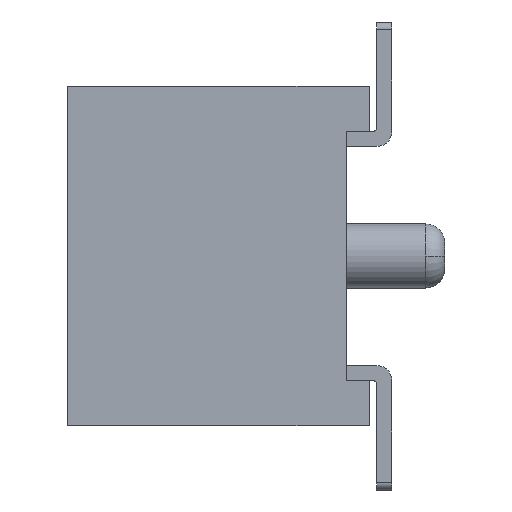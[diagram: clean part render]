
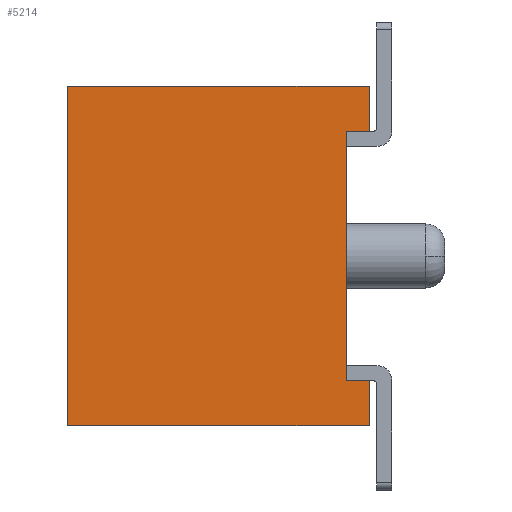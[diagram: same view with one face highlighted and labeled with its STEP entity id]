
A CAD part, left-side view. The second image highlights one B-rep face of the part: STEP entity #5214.
In plain terms, the highlighted planar face has unit normal (-1, 0, 0).
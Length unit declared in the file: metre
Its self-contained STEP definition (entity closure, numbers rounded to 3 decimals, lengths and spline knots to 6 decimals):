
#1225=ORIENTED_EDGE('',*,*,#2200,.F.);
#1226=ORIENTED_EDGE('',*,*,#2201,.T.);
#1227=ORIENTED_EDGE('',*,*,#2188,.T.);
#1228=ORIENTED_EDGE('',*,*,#2202,.F.);
#1229=ORIENTED_EDGE('',*,*,#2197,.F.);
#1230=ORIENTED_EDGE('',*,*,#2203,.T.);
#1231=ORIENTED_EDGE('',*,*,#2204,.T.);
#1232=ORIENTED_EDGE('',*,*,#2205,.F.);
#2188=EDGE_CURVE('',#2672,#2671,#3320,.T.);
#2197=EDGE_CURVE('',#2679,#2680,#3329,.T.);
#2200=EDGE_CURVE('',#2681,#2682,#3332,.T.);
#2201=EDGE_CURVE('',#2681,#2672,#3333,.T.);
#2202=EDGE_CURVE('',#2680,#2671,#3334,.T.);
#2203=EDGE_CURVE('',#2679,#2683,#3335,.T.);
#2204=EDGE_CURVE('',#2683,#2684,#3336,.T.);
#2205=EDGE_CURVE('',#2682,#2684,#3337,.T.);
#2671=VERTEX_POINT('',#8211);
#2672=VERTEX_POINT('',#8213);
#2679=VERTEX_POINT('',#8231);
#2680=VERTEX_POINT('',#8232);
#2681=VERTEX_POINT('',#8237);
#2682=VERTEX_POINT('',#8238);
#2683=VERTEX_POINT('',#8242);
#2684=VERTEX_POINT('',#8244);
#3320=LINE('',#8212,#4006);
#3329=LINE('',#8230,#4015);
#3332=LINE('',#8236,#4018);
#3333=LINE('',#8239,#4019);
#3334=LINE('',#8240,#4020);
#3335=LINE('',#8241,#4021);
#3336=LINE('',#8243,#4022);
#3337=LINE('',#8245,#4023);
#4006=VECTOR('',#6773,1.);
#4015=VECTOR('',#6786,1.);
#4018=VECTOR('',#6791,1.);
#4019=VECTOR('',#6792,1.);
#4020=VECTOR('',#6793,1.);
#4021=VECTOR('',#6794,1.);
#4022=VECTOR('',#6795,1.);
#4023=VECTOR('',#6796,1.);
#4346=EDGE_LOOP('',(#1225,#1226,#1227,#1228,#1229,#1230,#1231,#1232));
#4660=FACE_BOUND('',#4346,.T.);
#4944=PLANE('',#5550);
#5214=ADVANCED_FACE('',(#4660),#4944,.T.);
#5550=AXIS2_PLACEMENT_3D('',#8235,#6789,#6790);
#6773=DIRECTION('',(0.,1.,0.));
#6786=DIRECTION('',(0.,1.,0.));
#6789=DIRECTION('',(-1.,0.,0.));
#6790=DIRECTION('',(0.,0.,1.));
#6791=DIRECTION('',(0.,1.,0.));
#6792=DIRECTION('',(0.,0.,1.));
#6793=DIRECTION('',(0.,0.,1.));
#6794=DIRECTION('',(0.,0.,1.));
#6795=DIRECTION('',(0.,1.,0.));
#6796=DIRECTION('',(0.,0.,-1.));
#8211=CARTESIAN_POINT('',(-0.0102,0.004,0.00225));
#8212=CARTESIAN_POINT('',(-0.0102,0.,0.00225));
#8213=CARTESIAN_POINT('',(-0.0102,0.,0.00225));
#8230=CARTESIAN_POINT('',(-0.0102,0.,-0.00225));
#8231=CARTESIAN_POINT('',(-0.0102,0.,-0.00225));
#8232=CARTESIAN_POINT('',(-0.0102,0.004,-0.00225));
#8235=CARTESIAN_POINT('',(-0.0102,0.,-0.00225));
#8236=CARTESIAN_POINT('',(-0.0102,0.,0.00165));
#8237=CARTESIAN_POINT('',(-0.0102,0.,0.00165));
#8238=CARTESIAN_POINT('',(-0.0102,0.0003,0.00165));
#8239=CARTESIAN_POINT('',(-0.0102,0.,0.00165));
#8240=CARTESIAN_POINT('',(-0.0102,0.004,-0.00225));
#8241=CARTESIAN_POINT('',(-0.0102,0.,-0.00225));
#8242=CARTESIAN_POINT('',(-0.0102,0.,-0.00165));
#8243=CARTESIAN_POINT('',(-0.0102,0.,-0.00165));
#8244=CARTESIAN_POINT('',(-0.0102,0.0003,-0.00165));
#8245=CARTESIAN_POINT('',(-0.0102,0.0003,0.00165));
